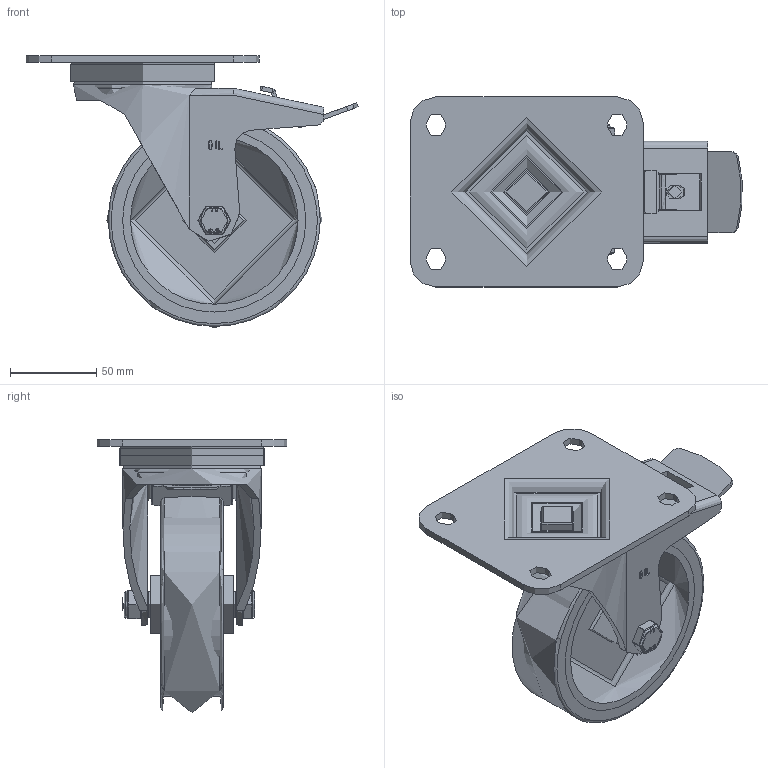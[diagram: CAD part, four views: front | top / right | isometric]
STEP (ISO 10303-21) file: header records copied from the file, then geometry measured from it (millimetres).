
FILE_DESCRIPTION(/* description */ (''),/* implementation_level */ '2;1');
FILE_NAME(/* name */ 'SSPH125NPBSWB.step',/* time_stamp */ '2024-06-20T10:38:11+01:00',/* author */ (''),/* organization */ (''),/* preprocessor_version */ 'ST-DEVELOPER v20',/* originating_system */ 'Autodesk Translation Framework v13.14.0.145',/* authorisation */ '');
FILE_SCHEMA (('AUTOMOTIVE_DESIGN { 1 0 10303 214 3 1 1 }'));
Length unit declared in the file: millimetre
Products named in the file (26): SSPH125NPBSWB; SSPH125ASSWB v1; STAINLESS STEEL TOP PLATE; STAINLESS STEEL FORKS; BEARING SEAL; STAINLESS STEEL BRAKE PEDAL; BRAKE PAD; BRAKE PAD Geometry; BRAKE BOLT; BZH125WNPRB61 v1; POLYURETHANE TYRE; NYLON RIM; NYLON RIM Geometry; CAP; ROLLER BEARINGS; CAGE; RIBS; Component7; TUBEM15X50SS v1; STAINLESS STEEL AXLE TUBE; BOLTM10X70A2 v2; GRADE A2 304 STAINLESS STEEL BOLT; NYLOCM10A2 v1; STAINLESS STEEL NUT; RUBBER; NUT
Assembly tree (33 placements, depth 5):
  SSPH125NPBSWB
    SSPH125ASSWB v1
      STAINLESS STEEL TOP PLATE
      STAINLESS STEEL FORKS
      BEARING SEAL
      STAINLESS STEEL BRAKE PEDAL
      BRAKE PAD
        BRAKE PAD Geometry
        BRAKE BOLT
    BZH125WNPRB61 v1
      POLYURETHANE TYRE
      NYLON RIM
        NYLON RIM Geometry
        CAP
      ROLLER BEARINGS
        CAGE
        RIBS
          Component7  x9
    TUBEM15X50SS v1
      STAINLESS STEEL AXLE TUBE
    BOLTM10X70A2 v2
      GRADE A2 304 STAINLESS STEEL BOLT
    NYLOCM10A2 v1
      STAINLESS STEEL NUT
        RUBBER
        NUT
Bounding box: 192.22 x 110 x 158 mm (x, y, z)
Volume: 433071.6 mm3; surface area: 198432.9 mm2
Topology: 24 solids, 24 shells, 779 faces, 2012 edges, 1293 vertices
Faces by surface type: plane 451, cylinder 212, bspline 73, torus 23, sphere 18, cone 2
Full cylindrical faces by diameter (mm): 4 x9, 8 x2, 8.141 x18, 9.85 x18, 10 x3, 10.2 x2, 10.5 x1, 12 x2, 15 x1, 15.2 x1, 15.5 x3, 16 x1, 21 x1, 22 x1, 23.5 x1, 25 x1, 26 x1, 27 x1, 27.2 x1, 28 x1, 32 x2, 34 x2, 51 x1, 60 x1, 72 x1, 80 x1, 82.5 x2, 83.5 x1, 97 x2, 106 x2
Entity records: 32207 total; most frequent: CARTESIAN_POINT 12939, ORIENTED_EDGE 3976, DIRECTION 3770, EDGE_CURVE 1988, AXIS2_PLACEMENT_3D 1328, VERTEX_POINT 1277, LINE 1114, VECTOR 1114
